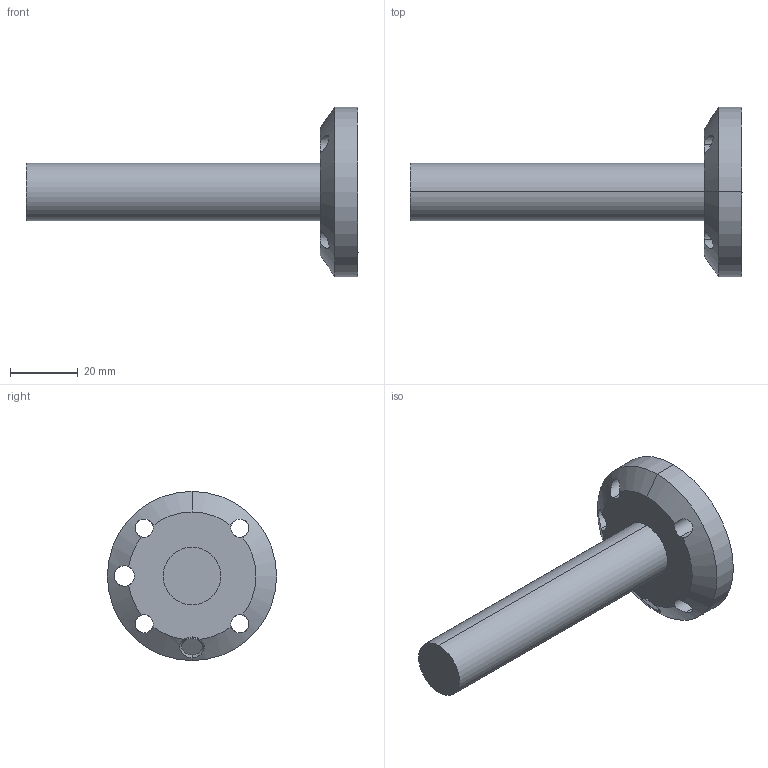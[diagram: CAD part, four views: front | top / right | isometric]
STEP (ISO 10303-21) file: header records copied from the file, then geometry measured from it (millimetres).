
FILE_DESCRIPTION (( 'STEP AP203' ), '1' );
FILE_NAME ('IRB1600_X-120_IRC5_rev1_LINK6.STEP', '2017-07-12T06:39:40', ( 'ABB' ), ( 'ABB' ), 'SwSTEP 2.0', 'SolidWorks 2016', '' );
FILE_SCHEMA (( 'CONFIG_CONTROL_DESIGN' ));
Length unit declared in the file: millimetre
Products named in the file (1): IRB1600_X-120_IRC5_rev1_LINK6
Bounding box: 98.08 x 50 x 50 mm (x, y, z)
Volume: 35092 mm3; surface area: 11062.4 mm2
Topology: 1 solids, 2 shells, 55 faces, 151 edges, 96 vertices
Faces by surface type: cylinder 30, plane 13, cone 10, torus 2
Entity records: 2127 total; most frequent: CARTESIAN_POINT 648, ORIENTED_EDGE 302, DIRECTION 300, EDGE_CURVE 151, AXIS2_PLACEMENT_3D 128, VERTEX_POINT 96, CIRCLE 72, EDGE_LOOP 63
